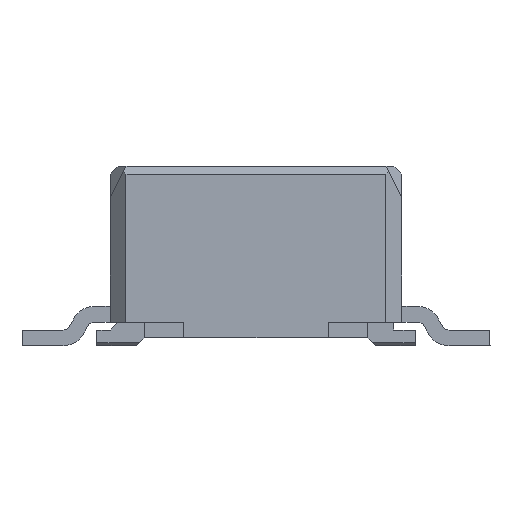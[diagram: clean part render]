
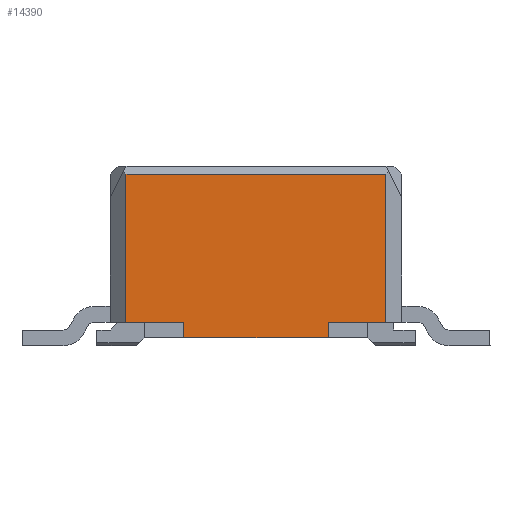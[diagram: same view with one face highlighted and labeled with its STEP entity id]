
A CAD part, left-side view. The second image highlights one B-rep face of the part: STEP entity #14390.
In plain terms, the highlighted planar face has unit normal (-1, 0, 0).
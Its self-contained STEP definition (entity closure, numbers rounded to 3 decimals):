
#6960=CARTESIAN_POINT('',(-3.58,-0.825,
0.1));
#6970=VERTEX_POINT('',#6960);
#7000=CARTESIAN_POINT('',(-3.58,-0.825,
0.1));
#7010=DIRECTION('',(0.,0.,1.));
#7020=VECTOR('',#7010,1.);
#7030=LINE('',#7000,#7020);
#7040=CARTESIAN_POINT('',(-3.58,-0.825,
1.04));
#7050=VERTEX_POINT('',#7040);
#7060=EDGE_CURVE('',#6970,#7050,#7030,.T.);
#7540=CARTESIAN_POINT('',(-3.58,-0.46,
0.1));
#7550=VERTEX_POINT('',#7540);
#7580=CARTESIAN_POINT('',(-3.58,-0.825,
0.1));
#7590=DIRECTION('',(0.,1.,0.));
#7600=VECTOR('',#7590,1.);
#7610=LINE('',#7580,#7600);
#7620=EDGE_CURVE('',#6970,#7550,#7610,.T.);
#13090=CARTESIAN_POINT('',(-3.58,0.46,
0.));
#13100=VERTEX_POINT('',#13090);
#13130=CARTESIAN_POINT('',(-3.58,0.46,
0.));
#13140=DIRECTION('',(0.,-1.,0.));
#13150=VECTOR('',#13140,1.);
#13160=LINE('',#13130,#13150);
#13170=CARTESIAN_POINT('',(-3.58,-0.46,
0.));
#13180=VERTEX_POINT('',#13170);
#13190=EDGE_CURVE('',#13100,#13180,#13160,.T.);
#13360=CARTESIAN_POINT('',(-3.58,-0.46,
0.1));
#13370=DIRECTION('',(0.,0.,-1.));
#13380=VECTOR('',#13370,1.);
#13390=LINE('',#13360,#13380);
#13400=EDGE_CURVE('',#7550,#13180,#13390,.T.);
#13980=CARTESIAN_POINT('',(-3.58,0.855,
0.6));
#13990=DIRECTION('',(1.,0.,0.));
#14000=DIRECTION('',(0.,1.,0.));
#14010=AXIS2_PLACEMENT_3D('',#13980,#13990,#14000);
#14020=PLANE('',#14010);
#14030=CARTESIAN_POINT('',(-3.58,-0.825,
1.04));
#14040=DIRECTION('',(0.,1.,0.));
#14050=VECTOR('',#14040,1.);
#14060=LINE('',#14030,#14050);
#14070=CARTESIAN_POINT('',(-3.58,0.825,
1.04));
#14080=VERTEX_POINT('',#14070);
#14090=EDGE_CURVE('',#7050,#14080,#14060,.T.);
#14100=ORIENTED_EDGE('',*,*,#14090,.T.);
#14110=ORIENTED_EDGE('',*,*,#7060,.T.);
#14120=ORIENTED_EDGE('',*,*,#7620,.F.);
#14130=ORIENTED_EDGE('',*,*,#13400,.F.);
#14140=ORIENTED_EDGE('',*,*,#13190,.T.);
#14150=CARTESIAN_POINT('',(-3.58,0.46,0.1));
#14160=DIRECTION('',(0.,0.,-1.));
#14170=VECTOR('',#14160,1.);
#14180=LINE('',#14150,#14170);
#14190=CARTESIAN_POINT('',(-3.58,0.46,
0.1));
#14200=VERTEX_POINT('',#14190);
#14210=EDGE_CURVE('',#14200,#13100,#14180,.T.);
#14220=ORIENTED_EDGE('',*,*,#14210,.T.);
#14230=CARTESIAN_POINT('',(-3.58,0.46,
0.1));
#14240=DIRECTION('',(0.,1.,0.));
#14250=VECTOR('',#14240,1.);
#14260=LINE('',#14230,#14250);
#14270=CARTESIAN_POINT('',(-3.58,0.825,
0.1));
#14280=VERTEX_POINT('',#14270);
#14290=EDGE_CURVE('',#14200,#14280,#14260,.T.);
#14300=ORIENTED_EDGE('',*,*,#14290,.F.);
#14310=CARTESIAN_POINT('',(-3.58,0.825,
0.1));
#14320=DIRECTION('',(0.,0.,1.));
#14330=VECTOR('',#14320,1.);
#14340=LINE('',#14310,#14330);
#14350=EDGE_CURVE('',#14280,#14080,#14340,.T.);
#14360=ORIENTED_EDGE('',*,*,#14350,.F.);
#14370=EDGE_LOOP('',(#14360,#14300,#14220,#14140,#14130,#14120,#14110,
#14100));
#14380=FACE_OUTER_BOUND('',#14370,.T.);
#14390=ADVANCED_FACE('',(#14380),#14020,.F.);
